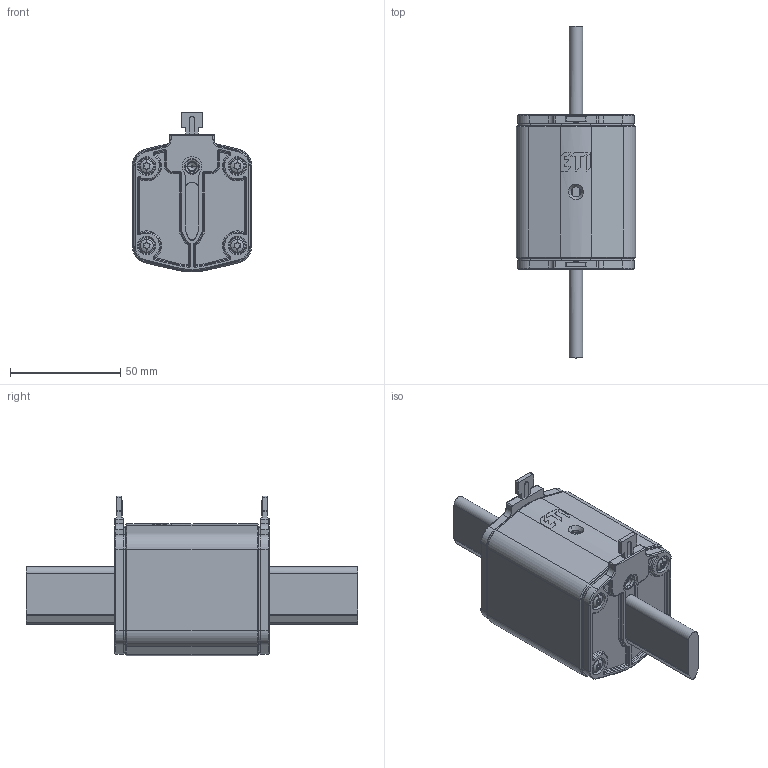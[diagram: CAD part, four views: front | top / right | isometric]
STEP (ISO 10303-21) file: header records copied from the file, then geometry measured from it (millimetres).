
FILE_DESCRIPTION((''),'2;1');
FILE_NAME('NV_2I_KOMBI_GG_ETI_ASM','2018-05-29T',('aljaz.cop'),('Audax d.o.o.'),'CREO PARAMETRIC BY PTC INC, 2015380','CREO PARAMETRIC BY PTC INC, 2015380','');
FILE_SCHEMA(('CONFIG_CONTROL_DESIGN'));
Products named in the file (3): NV_2I_KOMBI_GG; 0000021262; NV_2I_KOMBI_GG_ETI_ASM
Assembly tree (2 placements, depth 2):
  NV_2I_KOMBI_GG_ETI_ASM
    NV_2I_KOMBI_GG
    0000021262
Bounding box: 54 x 150.2 x 72.38 mm (x, y, z)
Volume: 131492.4 mm3; surface area: 52961.3 mm2
Topology: 3 solids, 15 shells, 1652 faces, 4249 edges, 2636 vertices
Faces by surface type: cylinder 697, plane 520, torus 185, cone 113, sphere 58, bspline 46, extrusion 33
Entity records: 69762 total; most frequent: CARTESIAN_POINT 15308, DIRECTION 8970, ORIENTED_EDGE 8378, PRESENTATION_STYLE_ASSIGNMENT 4310, STYLED_ITEM 4230, CURVE_STYLE 4217, EDGE_CURVE 4217, AXIS2_PLACEMENT_3D 3442
